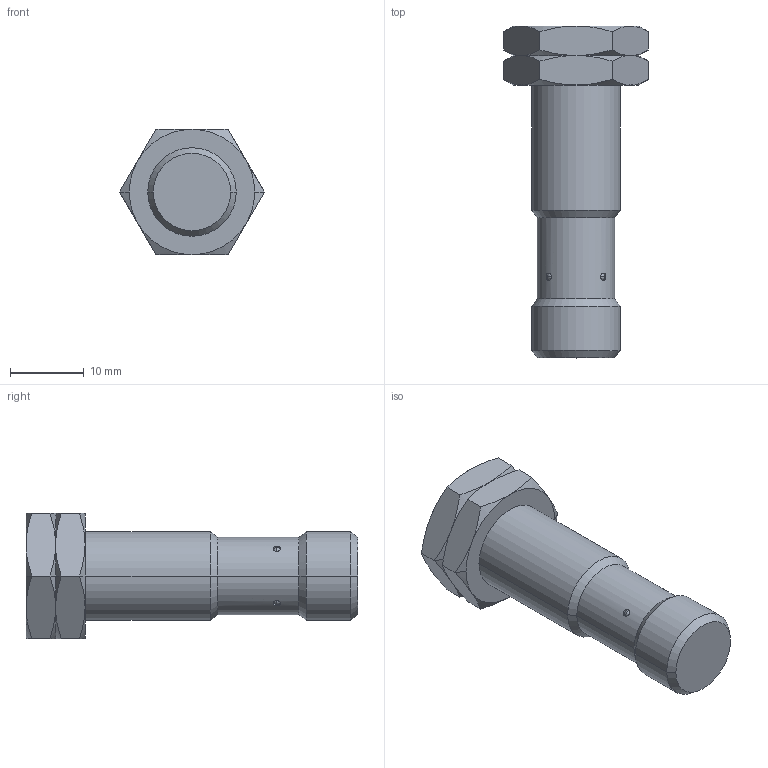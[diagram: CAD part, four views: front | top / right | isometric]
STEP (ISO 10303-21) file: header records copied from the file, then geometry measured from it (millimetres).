
FILE_DESCRIPTION(('STEP AP203'),'1');
FILE_NAME(' ',' ',('TraceParts'),('TraceParts S.A.'),'XStep 1.0',' ',' ');
FILE_SCHEMA(('CONFIG_CONTROL_DESIGN'));
Length unit declared in the file: millimetre
Products named in the file (3): 1; 2; 3
Bounding box: 19.63 x 45 x 17 mm (x, y, z)
Volume: 5950 mm3; surface area: 3135.8 mm2
Topology: 3 solids, 3 shells, 92 faces, 198 edges, 108 vertices
Faces by surface type: cone 48, cylinder 18, plane 18, sphere 8
Entity records: 2694 total; most frequent: CARTESIAN_POINT 721, DIRECTION 404, ORIENTED_EDGE 380, EDGE_CURVE 190, AXIS2_PLACEMENT_3D 175, VERTEX_POINT 108, EDGE_LOOP 100, ADVANCED_FACE 92
